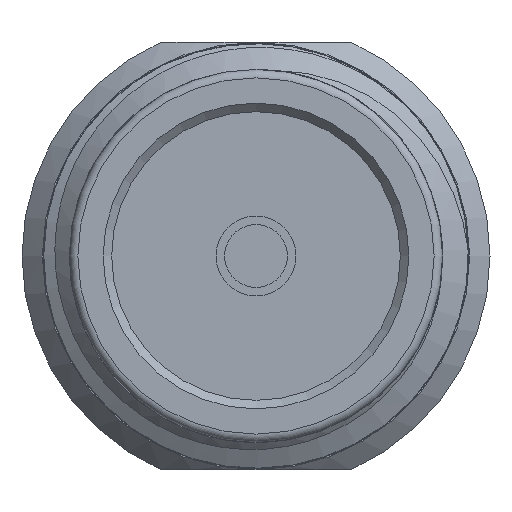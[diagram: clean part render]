
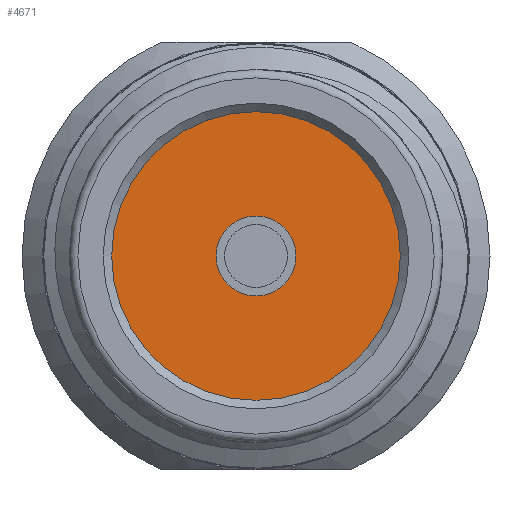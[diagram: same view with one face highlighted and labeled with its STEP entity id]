
A CAD part, left-side view. The second image highlights one B-rep face of the part: STEP entity #4671.
In plain terms, the highlighted planar face has unit normal (-1, 0, 0).
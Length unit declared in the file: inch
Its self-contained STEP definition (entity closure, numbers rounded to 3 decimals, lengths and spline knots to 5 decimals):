
#111 = DIRECTION ( 'NONE',  ( -1., 0., 0. ) ) ;
#357 = AXIS2_PLACEMENT_3D ( 'NONE', #4098, #1919, #780 ) ;
#361 = CARTESIAN_POINT ( 'NONE',  ( 0.185, 0., 0.0235 ) ) ;
#423 = CARTESIAN_POINT ( 'NONE',  ( 0.185, 0., 0. ) ) ;
#459 = DIRECTION ( 'NONE',  ( 0., 0., 1. ) ) ;
#780 = DIRECTION ( 'NONE',  ( 0., 0., 1. ) ) ;
#852 = FACE_BOUND ( 'NONE', #1644, .T. ) ;
#919 = PLANE ( 'NONE',  #968 ) ;
#968 = AXIS2_PLACEMENT_3D ( 'NONE', #3523, #3142, #3861 ) ;
#1012 = CARTESIAN_POINT ( 'NONE',  ( 0.185, 0., 0.085 ) ) ;
#1130 = VERTEX_POINT ( 'NONE', #1012 ) ;
#1644 = EDGE_LOOP ( 'NONE', ( #4303 ) ) ;
#1795 = ORIENTED_EDGE ( 'NONE', *, *, #4063, .T. ) ;
#1800 = EDGE_CURVE ( 'NONE', #3061, #3061, #3268, .T. ) ;
#1919 = DIRECTION ( 'NONE',  ( -1., 0., 0. ) ) ;
#2184 = CIRCLE ( 'NONE', #357, 0.085 ) ;
#3061 = VERTEX_POINT ( 'NONE', #361 ) ;
#3068 = EDGE_LOOP ( 'NONE', ( #1795 ) ) ;
#3142 = DIRECTION ( 'NONE',  ( -1., 0., 0. ) ) ;
#3268 = CIRCLE ( 'NONE', #3820, 0.0235 ) ;
#3523 = CARTESIAN_POINT ( 'NONE',  ( 0.185, 0., 0. ) ) ;
#3820 = AXIS2_PLACEMENT_3D ( 'NONE', #423, #111, #459 ) ;
#3861 = DIRECTION ( 'NONE',  ( 0., 0., 1. ) ) ;
#4063 = EDGE_CURVE ( 'NONE', #1130, #1130, #2184, .T. ) ;
#4098 = CARTESIAN_POINT ( 'NONE',  ( 0.185, 0., 0. ) ) ;
#4303 = ORIENTED_EDGE ( 'NONE', *, *, #1800, .F. ) ;
#4313 = FACE_OUTER_BOUND ( 'NONE', #3068, .T. ) ;
#4671 = ADVANCED_FACE ( 'NONE', ( #852, #4313 ), #919, .T. ) ;
